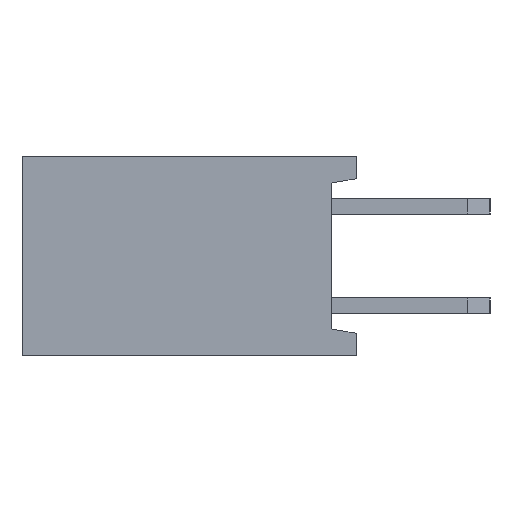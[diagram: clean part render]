
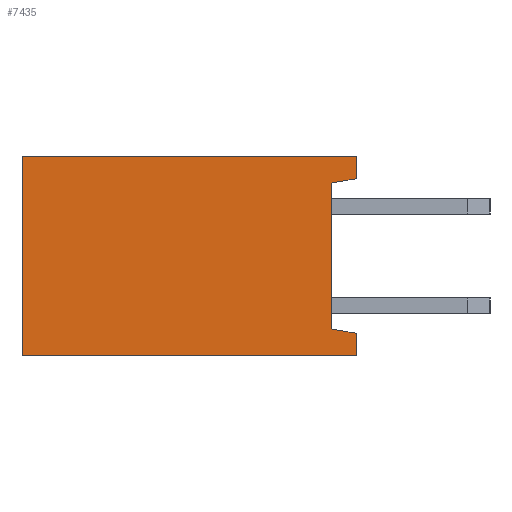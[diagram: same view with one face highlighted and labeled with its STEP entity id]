
A CAD part, left-side view. The second image highlights one B-rep face of the part: STEP entity #7435.
In plain terms, the highlighted planar face has unit normal (-1, 0, 0).
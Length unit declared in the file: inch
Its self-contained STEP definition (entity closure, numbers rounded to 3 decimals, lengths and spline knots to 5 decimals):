
#160 = ORIENTED_EDGE ( 'NONE', *, *, #3172, .T. ) ;
#415 = ORIENTED_EDGE ( 'NONE', *, *, #662, .T. ) ;
#576 = VERTEX_POINT ( 'NONE', #1214 ) ;
#580 = EDGE_CURVE ( 'NONE', #6751, #5749, #4534, .T. ) ;
#662 = EDGE_CURVE ( 'NONE', #7218, #8141, #4007, .T. ) ;
#682 = DIRECTION ( 'NONE',  ( 0., 0., 1. ) ) ;
#747 = CARTESIAN_POINT ( 'NONE',  ( -0.71, 0., -0.1 ) ) ;
#1214 = CARTESIAN_POINT ( 'NONE',  ( -0.71, 0., 0.1 ) ) ;
#1238 = VECTOR ( 'NONE', #4743, 39.37008 ) ;
#1268 = AXIS2_PLACEMENT_3D ( 'NONE', #3946, #6394, #682 ) ;
#1428 = CARTESIAN_POINT ( 'NONE',  ( -0.71, 0.335, -0.1 ) ) ;
#1440 = FACE_OUTER_BOUND ( 'NONE', #3127, .T. ) ;
#1475 = VERTEX_POINT ( 'NONE', #7147 ) ;
#1637 = ORIENTED_EDGE ( 'NONE', *, *, #580, .F. ) ;
#2094 = CARTESIAN_POINT ( 'NONE',  ( -0.71, 0., -0.0775 ) ) ;
#2441 = VECTOR ( 'NONE', #3882, 39.37008 ) ;
#2534 = CARTESIAN_POINT ( 'NONE',  ( -0.71, -1.43402, -0.1 ) ) ;
#2614 = CARTESIAN_POINT ( 'NONE',  ( -0.71, 0., -0.1 ) ) ;
#2827 = LINE ( 'NONE', #747, #8049 ) ;
#2872 = LINE ( 'NONE', #8000, #1238 ) ;
#2930 = EDGE_CURVE ( 'NONE', #4570, #6751, #4367, .T. ) ;
#2932 = CARTESIAN_POINT ( 'NONE',  ( -0.71, 0., -0.1 ) ) ;
#3012 = ORIENTED_EDGE ( 'NONE', *, *, #4166, .F. ) ;
#3073 = ORIENTED_EDGE ( 'NONE', *, *, #7310, .T. ) ;
#3127 = EDGE_LOOP ( 'NONE', ( #3073, #1637, #6899, #3012, #415, #7758, #160, #7652 ) ) ;
#3157 = DIRECTION ( 'NONE',  ( 0., 1., 0. ) ) ;
#3172 = EDGE_CURVE ( 'NONE', #7711, #1475, #2872, .T. ) ;
#3539 = DIRECTION ( 'NONE',  ( 0., 1., 0. ) ) ;
#3663 = CARTESIAN_POINT ( 'NONE',  ( -0.71, 0.335, 0.1 ) ) ;
#3882 = DIRECTION ( 'NONE',  ( 0., 0., 1. ) ) ;
#3946 = CARTESIAN_POINT ( 'NONE',  ( -0.71, -1.43402, -0.1 ) ) ;
#4007 = LINE ( 'NONE', #2094, #4045 ) ;
#4041 = CARTESIAN_POINT ( 'NONE',  ( -0.71, 0., -0.0775 ) ) ;
#4045 = VECTOR ( 'NONE', #4625, 39.37008 ) ;
#4161 = LINE ( 'NONE', #7343, #7670 ) ;
#4166 = EDGE_CURVE ( 'NONE', #7218, #4570, #2827, .T. ) ;
#4299 = VECTOR ( 'NONE', #3157, 39.37008 ) ;
#4367 = LINE ( 'NONE', #2534, #4299 ) ;
#4417 = LINE ( 'NONE', #7068, #7270 ) ;
#4534 = LINE ( 'NONE', #5083, #2441 ) ;
#4570 = VERTEX_POINT ( 'NONE', #2932 ) ;
#4625 = DIRECTION ( 'NONE',  ( 0., 0.985, 0.174 ) ) ;
#4743 = DIRECTION ( 'NONE',  ( 0., -0.985, 0.174 ) ) ;
#5006 = DIRECTION ( 'NONE',  ( 0., 0., 1. ) ) ;
#5083 = CARTESIAN_POINT ( 'NONE',  ( -0.71, 0.335, -0.1 ) ) ;
#5101 = LINE ( 'NONE', #2614, #6078 ) ;
#5749 = VERTEX_POINT ( 'NONE', #3663 ) ;
#6078 = VECTOR ( 'NONE', #7662, 39.37008 ) ;
#6173 = CARTESIAN_POINT ( 'NONE',  ( -0.71, 0.025, -0.07309 ) ) ;
#6394 = DIRECTION ( 'NONE',  ( -1., 0., 0. ) ) ;
#6631 = DIRECTION ( 'NONE',  ( 0., 0., -1. ) ) ;
#6715 = EDGE_CURVE ( 'NONE', #8141, #7711, #4417, .T. ) ;
#6751 = VERTEX_POINT ( 'NONE', #1428 ) ;
#6899 = ORIENTED_EDGE ( 'NONE', *, *, #2930, .F. ) ;
#7068 = CARTESIAN_POINT ( 'NONE',  ( -0.71, 0.025, -0.07309 ) ) ;
#7147 = CARTESIAN_POINT ( 'NONE',  ( -0.71, 0., 0.0775 ) ) ;
#7218 = VERTEX_POINT ( 'NONE', #4041 ) ;
#7270 = VECTOR ( 'NONE', #5006, 39.37008 ) ;
#7310 = EDGE_CURVE ( 'NONE', #576, #5749, #4161, .T. ) ;
#7343 = CARTESIAN_POINT ( 'NONE',  ( -0.71, -1.43402, 0.1 ) ) ;
#7435 = ADVANCED_FACE ( 'NONE', ( #1440 ), #8242, .T. ) ;
#7536 = EDGE_CURVE ( 'NONE', #576, #1475, #5101, .T. ) ;
#7652 = ORIENTED_EDGE ( 'NONE', *, *, #7536, .F. ) ;
#7662 = DIRECTION ( 'NONE',  ( 0., 0., -1. ) ) ;
#7670 = VECTOR ( 'NONE', #3539, 39.37008 ) ;
#7711 = VERTEX_POINT ( 'NONE', #8028 ) ;
#7758 = ORIENTED_EDGE ( 'NONE', *, *, #6715, .T. ) ;
#8000 = CARTESIAN_POINT ( 'NONE',  ( -0.71, 0.025, 0.07309 ) ) ;
#8028 = CARTESIAN_POINT ( 'NONE',  ( -0.71, 0.025, 0.07309 ) ) ;
#8049 = VECTOR ( 'NONE', #6631, 39.37008 ) ;
#8141 = VERTEX_POINT ( 'NONE', #6173 ) ;
#8242 = PLANE ( 'NONE',  #1268 ) ;
